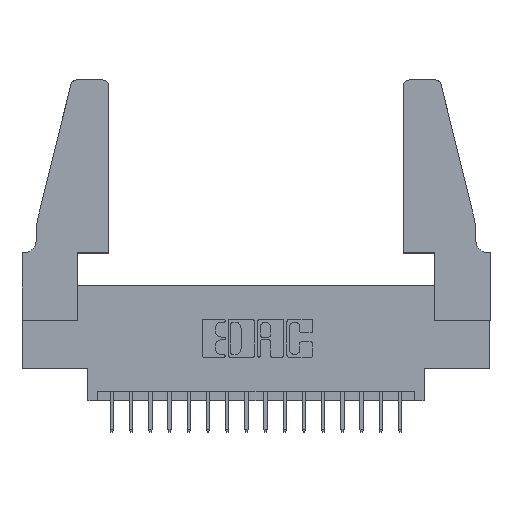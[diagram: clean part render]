
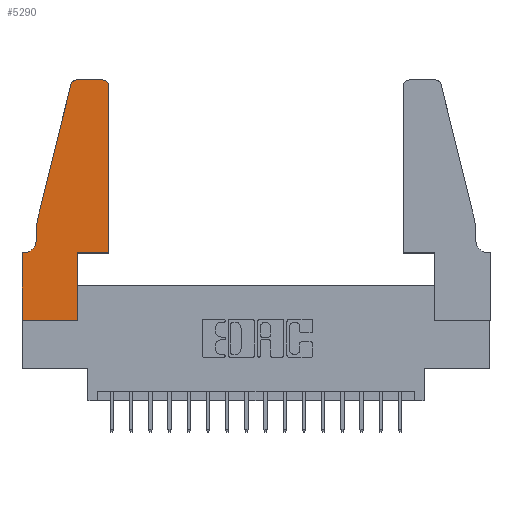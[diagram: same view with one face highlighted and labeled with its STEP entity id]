
A CAD part, top view. The second image highlights one B-rep face of the part: STEP entity #5290.
In plain terms, the highlighted planar face has unit normal (0, 0, 1).
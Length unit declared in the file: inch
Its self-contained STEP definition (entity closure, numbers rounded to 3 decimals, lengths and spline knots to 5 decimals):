
#89 = VERTEX_POINT ( 'NONE', #16053 ) ;
#104 = DIRECTION ( 'NONE',  ( 0., 0., 1. ) ) ;
#111 = EDGE_CURVE ( 'NONE', #1539, #2775, #17862, .T. ) ;
#294 = CARTESIAN_POINT ( 'NONE',  ( 0.0055, 0.42, 0.37 ) ) ;
#485 = VERTEX_POINT ( 'NONE', #17031 ) ;
#487 = DIRECTION ( 'NONE',  ( 0., -1., 0. ) ) ;
#753 = DIRECTION ( 'NONE',  ( 0., 0., 1. ) ) ;
#793 = EDGE_CURVE ( 'NONE', #14536, #2223, #7144, .T. ) ;
#794 = ORIENTED_EDGE ( 'NONE', *, *, #7231, .T. ) ;
#858 = ORIENTED_EDGE ( 'NONE', *, *, #4172, .T. ) ;
#1539 = VERTEX_POINT ( 'NONE', #7348 ) ;
#1778 = CARTESIAN_POINT ( 'NONE',  ( 0.0755, 0.5, 0.37 ) ) ;
#2052 = DIRECTION ( 'NONE',  ( 0., -1., 0. ) ) ;
#2210 = DIRECTION ( 'NONE',  ( 1., 0., 0. ) ) ;
#2223 = VERTEX_POINT ( 'NONE', #6394 ) ;
#2293 = CARTESIAN_POINT ( 'NONE',  ( 0.4505, 0.35, 0.37 ) ) ;
#2360 = CARTESIAN_POINT ( 'NONE',  ( 0.0755, 0.35, 0.37 ) ) ;
#2586 = DIRECTION ( 'NONE',  ( -1., 0., 0. ) ) ;
#2775 = VERTEX_POINT ( 'NONE', #9306 ) ;
#2780 = DIRECTION ( 'NONE',  ( 1., 0., 0. ) ) ;
#3040 = EDGE_CURVE ( 'NONE', #485, #14536, #14172, .T. ) ;
#3126 = VECTOR ( 'NONE', #2052, 39.37008 ) ;
#3145 = ORIENTED_EDGE ( 'NONE', *, *, #9934, .T. ) ;
#3307 = ORIENTED_EDGE ( 'NONE', *, *, #13662, .T. ) ;
#3319 = EDGE_CURVE ( 'NONE', #2223, #5116, #16413, .T. ) ;
#3431 = ORIENTED_EDGE ( 'NONE', *, *, #3040, .T. ) ;
#3705 = VECTOR ( 'NONE', #487, 39.37008 ) ;
#3898 = VECTOR ( 'NONE', #4490, 39.37008 ) ;
#4172 = EDGE_CURVE ( 'NONE', #5116, #17931, #8100, .T. ) ;
#4330 = CARTESIAN_POINT ( 'NONE',  ( 0.4505, 0.35, 0.37 ) ) ;
#4490 = DIRECTION ( 'NONE',  ( -1., 0., 0. ) ) ;
#4833 = VECTOR ( 'NONE', #18336, 39.37008 ) ;
#5116 = VERTEX_POINT ( 'NONE', #9869 ) ;
#5122 = CARTESIAN_POINT ( 'NONE',  ( 0.0755, 0.5, 0.37 ) ) ;
#5290 = ADVANCED_FACE ( 'NONE', ( #6806 ), #10803, .T. ) ;
#5610 = ORIENTED_EDGE ( 'NONE', *, *, #793, .T. ) ;
#5678 = AXIS2_PLACEMENT_3D ( 'NONE', #294, #5990, #8643 ) ;
#5813 = DIRECTION ( 'NONE',  ( 1., 0., 0. ) ) ;
#5990 = DIRECTION ( 'NONE',  ( 0., 0., -1. ) ) ;
#6211 = LINE ( 'NONE', #4330, #8628 ) ;
#6375 = ORIENTED_EDGE ( 'NONE', *, *, #3319, .T. ) ;
#6394 = CARTESIAN_POINT ( 'NONE',  ( 0.0755, 0.5, 0.37 ) ) ;
#6396 = CARTESIAN_POINT ( 'NONE',  ( 0.2865, 0.35, 0.37 ) ) ;
#6525 = DIRECTION ( 'NONE',  ( -0.239, -0.971, 0. ) ) ;
#6806 = FACE_OUTER_BOUND ( 'NONE', #7115, .T. ) ;
#7115 = EDGE_LOOP ( 'NONE', ( #15715, #3431, #5610, #6375, #858, #7883, #11349, #3145, #17564, #16559, #3307, #794 ) ) ;
#7144 = LINE ( 'NONE', #5122, #16520 ) ;
#7165 = CARTESIAN_POINT ( 'NONE',  ( 0.284, 1.22, 0.37 ) ) ;
#7231 = EDGE_CURVE ( 'NONE', #17932, #12781, #7257, .T. ) ;
#7257 = CIRCLE ( 'NONE', #8188, 0.03 ) ;
#7348 = CARTESIAN_POINT ( 'NONE',  ( 0., 0.35, 0.37 ) ) ;
#7460 = CARTESIAN_POINT ( 'NONE',  ( 0., 0., 0.37 ) ) ;
#7489 = CARTESIAN_POINT ( 'NONE',  ( 0., 0., 0.37 ) ) ;
#7883 = ORIENTED_EDGE ( 'NONE', *, *, #10386, .T. ) ;
#8100 = CIRCLE ( 'NONE', #5678, 0.07 ) ;
#8188 = AXIS2_PLACEMENT_3D ( 'NONE', #15610, #753, #2210 ) ;
#8628 = VECTOR ( 'NONE', #2780, 39.37008 ) ;
#8643 = DIRECTION ( 'NONE',  ( -1., 0., 0. ) ) ;
#9025 = LINE ( 'NONE', #13138, #3898 ) ;
#9177 = LINE ( 'NONE', #2360, #13829 ) ;
#9306 = CARTESIAN_POINT ( 'NONE',  ( 0., 0., 0.37 ) ) ;
#9769 = LINE ( 'NONE', #6396, #10432 ) ;
#9869 = CARTESIAN_POINT ( 'NONE',  ( 0.0755, 0.42, 0.37 ) ) ;
#9934 = EDGE_CURVE ( 'NONE', #2775, #10933, #16313, .T. ) ;
#10085 = AXIS2_PLACEMENT_3D ( 'NONE', #15295, #14765, #13601 ) ;
#10140 = CARTESIAN_POINT ( 'NONE',  ( 0.4505, 1.22, 0.37 ) ) ;
#10155 = DIRECTION ( 'NONE',  ( 1., 0., 0. ) ) ;
#10386 = EDGE_CURVE ( 'NONE', #17931, #1539, #9177, .T. ) ;
#10432 = VECTOR ( 'NONE', #18369, 39.37008 ) ;
#10601 = LINE ( 'NONE', #13822, #4833 ) ;
#10803 = PLANE ( 'NONE',  #10085 ) ;
#10933 = VERTEX_POINT ( 'NONE', #17095 ) ;
#11349 = ORIENTED_EDGE ( 'NONE', *, *, #111, .T. ) ;
#12229 = VERTEX_POINT ( 'NONE', #2293 ) ;
#12446 = CARTESIAN_POINT ( 'NONE',  ( 0.25487, 1.22718, 0.37 ) ) ;
#12551 = EDGE_CURVE ( 'NONE', #10933, #89, #9769, .T. ) ;
#12578 = EDGE_CURVE ( 'NONE', #89, #12229, #6211, .T. ) ;
#12781 = VERTEX_POINT ( 'NONE', #14692 ) ;
#13138 = CARTESIAN_POINT ( 'NONE',  ( 0.2605, 1.25, 0.37 ) ) ;
#13601 = DIRECTION ( 'NONE',  ( 1., 0., 0. ) ) ;
#13662 = EDGE_CURVE ( 'NONE', #12229, #17932, #10601, .T. ) ;
#13822 = CARTESIAN_POINT ( 'NONE',  ( 0.4505, 0.35, 0.37 ) ) ;
#13829 = VECTOR ( 'NONE', #2586, 39.37008 ) ;
#14172 = CIRCLE ( 'NONE', #15440, 0.03 ) ;
#14297 = CARTESIAN_POINT ( 'NONE',  ( 0.0055, 0.35, 0.37 ) ) ;
#14536 = VERTEX_POINT ( 'NONE', #12446 ) ;
#14692 = CARTESIAN_POINT ( 'NONE',  ( 0.4205, 1.25, 0.37 ) ) ;
#14765 = DIRECTION ( 'NONE',  ( 0., 0., 1. ) ) ;
#15295 = CARTESIAN_POINT ( 'NONE',  ( 0., 0.35, 0.37 ) ) ;
#15388 = EDGE_CURVE ( 'NONE', #12781, #485, #9025, .T. ) ;
#15440 = AXIS2_PLACEMENT_3D ( 'NONE', #7165, #104, #10155 ) ;
#15610 = CARTESIAN_POINT ( 'NONE',  ( 0.4205, 1.22, 0.37 ) ) ;
#15715 = ORIENTED_EDGE ( 'NONE', *, *, #15388, .T. ) ;
#16053 = CARTESIAN_POINT ( 'NONE',  ( 0.2865, 0.35, 0.37 ) ) ;
#16313 = LINE ( 'NONE', #7489, #18332 ) ;
#16413 = LINE ( 'NONE', #1778, #3705 ) ;
#16520 = VECTOR ( 'NONE', #6525, 39.37008 ) ;
#16559 = ORIENTED_EDGE ( 'NONE', *, *, #12578, .T. ) ;
#17031 = CARTESIAN_POINT ( 'NONE',  ( 0.284, 1.25, 0.37 ) ) ;
#17095 = CARTESIAN_POINT ( 'NONE',  ( 0.2865, 0., 0.37 ) ) ;
#17564 = ORIENTED_EDGE ( 'NONE', *, *, #12551, .T. ) ;
#17862 = LINE ( 'NONE', #7460, #3126 ) ;
#17931 = VERTEX_POINT ( 'NONE', #14297 ) ;
#17932 = VERTEX_POINT ( 'NONE', #10140 ) ;
#18332 = VECTOR ( 'NONE', #5813, 39.37008 ) ;
#18336 = DIRECTION ( 'NONE',  ( 0., 1., 0. ) ) ;
#18369 = DIRECTION ( 'NONE',  ( 0., 1., 0. ) ) ;
